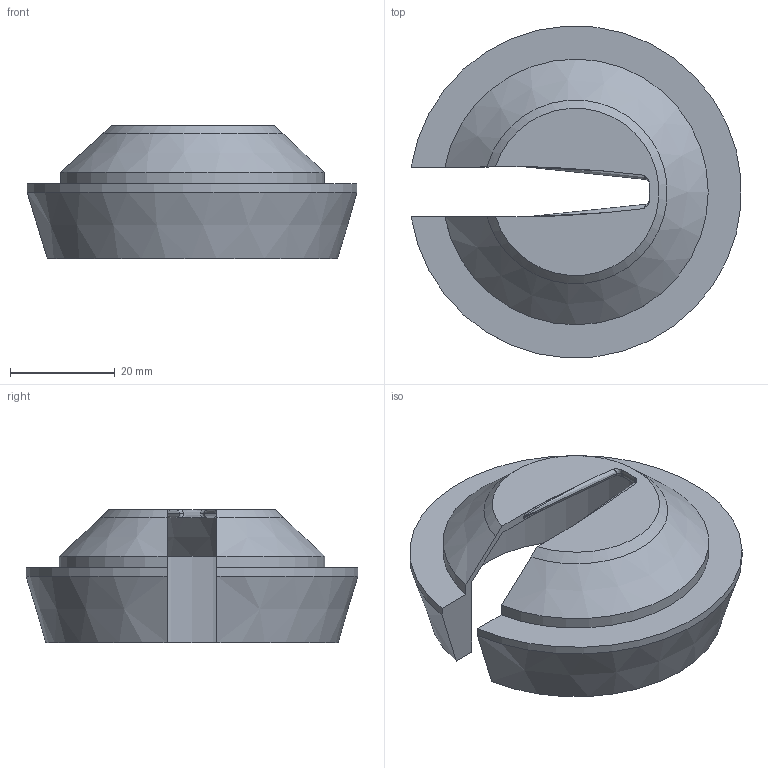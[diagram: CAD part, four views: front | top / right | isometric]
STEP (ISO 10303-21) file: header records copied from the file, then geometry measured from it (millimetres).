
FILE_DESCRIPTION(/* description */ (''),/* implementation_level */ '2;1');
FILE_NAME(/* name */ 'Aerodynamic Net Pot 2-in wide 0.5-in deep v3.step',/* time_stamp */ '2025-05-28T01:22:40-07:00',/* author */ (''),/* organization */ (''),/* preprocessor_version */ 'ST-DEVELOPER v20.1',/* originating_system */ 'Autodesk Translation Framework v14.4.0.0',/* authorisation */ '');
FILE_SCHEMA (('AUTOMOTIVE_DESIGN { 1 0 10303 214 3 1 1 }'));
Length unit declared in the file: inch
Products named in the file (1): Aerodynamic Net Pot 2-in wide 0.5-in deep
Bounding box: 63.02 x 63.41 x 25.45 mm (x, y, z)
Volume: 17238.1 mm3; surface area: 11249.8 mm2
Topology: 1 solids, 1 shells, 26 faces, 68 edges, 44 vertices
Faces by surface type: bspline 12, plane 6, cylinder 4, cone 4
Entity records: 1314 total; most frequent: CARTESIAN_POINT 742, ORIENTED_EDGE 136, DIRECTION 76, EDGE_CURVE 68, VERTEX_POINT 44, AXIS2_PLACEMENT_3D 31, B_SPLINE_CURVE_WITH_KNOTS 30, FACE_OUTER_BOUND 26
